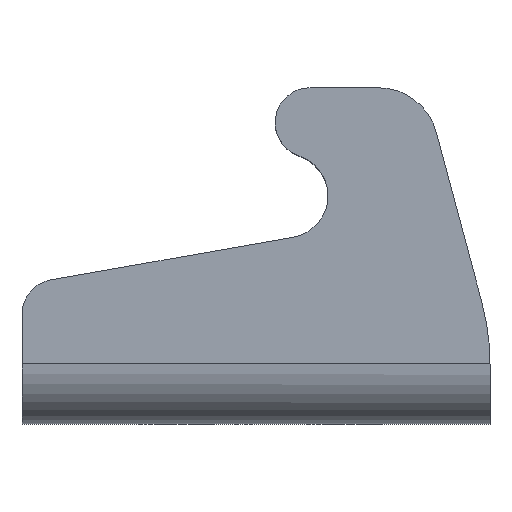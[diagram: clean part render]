
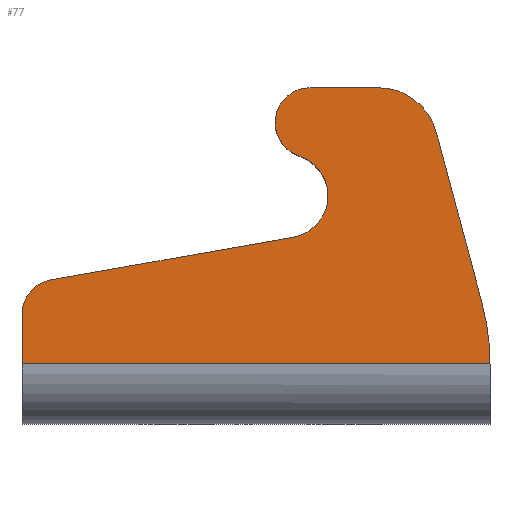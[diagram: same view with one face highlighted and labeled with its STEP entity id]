
A CAD part, top view. The second image highlights one B-rep face of the part: STEP entity #77.
In plain terms, the highlighted planar face has unit normal (0, 0, 1).
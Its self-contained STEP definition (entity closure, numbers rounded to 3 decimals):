
#77=ADVANCED_FACE('NONE',(#178),#179,.T.);
#178=FACE_OUTER_BOUND('',#304,.T.);
#179=PLANE('',#305);
#304=EDGE_LOOP('',(#460,#461,#462,#463,#464,#465,#466,#467,#468,#469,#470,#471,#472));
#305=AXIS2_PLACEMENT_3D('',#473,#474,#475);
#460=ORIENTED_EDGE('',*,*,#803,.F.);
#461=ORIENTED_EDGE('',*,*,#808,.T.);
#462=ORIENTED_EDGE('',*,*,#809,.T.);
#463=ORIENTED_EDGE('',*,*,#810,.T.);
#464=ORIENTED_EDGE('',*,*,#811,.T.);
#465=ORIENTED_EDGE('',*,*,#789,.T.);
#466=ORIENTED_EDGE('',*,*,#812,.T.);
#467=ORIENTED_EDGE('',*,*,#813,.T.);
#468=ORIENTED_EDGE('',*,*,#814,.F.);
#469=ORIENTED_EDGE('',*,*,#775,.F.);
#470=ORIENTED_EDGE('',*,*,#815,.T.);
#471=ORIENTED_EDGE('',*,*,#816,.T.);
#472=ORIENTED_EDGE('',*,*,#817,.T.);
#473=CARTESIAN_POINT('',(-19.6,9.133,11.5));
#474=DIRECTION('',(0.0,0.0,1.0));
#475=DIRECTION('',(1.0,-0.0,0.0));
#775=EDGE_CURVE('NONE',#924,#920,#926,.T.);
#789=EDGE_CURVE('NONE',#951,#949,#952,.T.);
#803=EDGE_CURVE('NONE',#974,#976,#977,.T.);
#808=EDGE_CURVE('NONE',#974,#984,#985,.T.);
#809=EDGE_CURVE('NONE',#984,#986,#987,.T.);
#810=EDGE_CURVE('NONE',#986,#988,#989,.T.);
#811=EDGE_CURVE('NONE',#988,#951,#990,.T.);
#812=EDGE_CURVE('NONE',#949,#991,#992,.T.);
#813=EDGE_CURVE('NONE',#991,#993,#994,.T.);
#814=EDGE_CURVE('NONE',#920,#993,#995,.T.);
#815=EDGE_CURVE('NONE',#924,#996,#997,.T.);
#816=EDGE_CURVE('NONE',#996,#998,#999,.T.);
#817=EDGE_CURVE('NONE',#998,#976,#1000,.T.);
#920=VERTEX_POINT('',#1139);
#924=VERTEX_POINT('NONE',#1144);
#926=CIRCLE('',#1147,3.5);
#949=VERTEX_POINT('NONE',#1174);
#951=VERTEX_POINT('NONE',#1177);
#952=CIRCLE('',#1178,2.9);
#974=VERTEX_POINT('NONE',#1205);
#976=VERTEX_POINT('NONE',#1210);
#977=LINE('',#1211,#1212);
#984=VERTEX_POINT('NONE',#1220);
#985=CIRCLE('',#1221,20.0);
#986=VERTEX_POINT('NONE',#1222);
#987=LINE('',#1223,#1224);
#988=VERTEX_POINT('NONE',#1225);
#989=CIRCLE('',#1226,5.0);
#990=LINE('',#1227,#1228);
#991=VERTEX_POINT('NONE',#1229);
#992=CIRCLE('',#1230,2.9);
#993=VERTEX_POINT('NONE',#1231);
#994=LINE('',#1232,#1233);
#995=CIRCLE('',#1234,3.5);
#996=VERTEX_POINT('NONE',#1235);
#997=LINE('',#1236,#1237);
#998=VERTEX_POINT('NONE',#1238);
#999=CIRCLE('',#1239,2.9);
#1000=LINE('',#1240,#1241);
#1139=CARTESIAN_POINT('',(3.,19.0,11.5));
#1144=CARTESIAN_POINT('',(0.108,15.553,11.5));
#1147=AXIS2_PLACEMENT_3D('',#1433,#1434,#1435);
#1174=CARTESIAN_POINT('',(-1.4,25.1,11.5));
#1177=CARTESIAN_POINT('',(1.5,28.0,11.5));
#1178=AXIS2_PLACEMENT_3D('',#1456,#1457,#1458);
#1205=CARTESIAN_POINT('',(16.5,5.,11.5));
#1210=CARTESIAN_POINT('',(-22.5,5.0,11.5));
#1211=CARTESIAN_POINT('',(16.5,5.0,11.5));
#1212=VECTOR('',#1476,1000.0);
#1220=CARTESIAN_POINT('',(15.819,10.143,11.5));
#1221=AXIS2_PLACEMENT_3D('',#1484,#1485,#1486);
#1222=CARTESIAN_POINT('',(12.027,24.294,11.5));
#1223=CARTESIAN_POINT('',(15.819,10.143,11.5));
#1224=VECTOR('',#1487,1000.0);
#1225=CARTESIAN_POINT('',(7.197,28.0,11.5));
#1226=AXIS2_PLACEMENT_3D('',#1488,#1489,#1490);
#1227=CARTESIAN_POINT('',(7.197,28.0,11.5));
#1228=VECTOR('',#1491,1000.0);
#1229=CARTESIAN_POINT('',(0.385,22.423,11.5));
#1230=AXIS2_PLACEMENT_3D('',#1492,#1493,#1494);
#1231=CARTESIAN_POINT('',(0.846,22.231,11.5));
#1232=CARTESIAN_POINT('',(0.385,22.423,11.5));
#1233=VECTOR('',#1495,1000.0);
#1234=AXIS2_PLACEMENT_3D('',#1496,#1497,#1498);
#1235=CARTESIAN_POINT('',(-20.104,11.989,11.5));
#1236=CARTESIAN_POINT('',(0.108,15.553,11.5));
#1237=VECTOR('',#1499,1000.0);
#1238=CARTESIAN_POINT('',(-22.5,9.133,11.5));
#1239=AXIS2_PLACEMENT_3D('',#1500,#1501,#1502);
#1240=CARTESIAN_POINT('',(-22.5,9.133,11.5));
#1241=VECTOR('',#1503,1000.0);
#1433=CARTESIAN_POINT('',(-0.5,19.0,11.5));
#1434=DIRECTION('',(0.0,0.0,1.0));
#1435=DIRECTION('',(1.0,0.0,0.0));
#1456=CARTESIAN_POINT('',(1.5,25.1,11.5));
#1457=DIRECTION('',(0.0,0.0,1.0));
#1458=DIRECTION('',(1.0,0.0,0.0));
#1476=DIRECTION('',(-1.0,0.0,0.0));
#1484=CARTESIAN_POINT('',(-3.5,4.967,11.5));
#1485=DIRECTION('',(0.0,0.0,1.0));
#1486=DIRECTION('',(1.0,0.0,0.0));
#1487=DIRECTION('',(-0.259,0.966,0.0));
#1488=CARTESIAN_POINT('',(7.197,23.0,11.5));
#1489=DIRECTION('',(0.0,0.0,1.0));
#1490=DIRECTION('',(1.0,0.0,0.0));
#1491=DIRECTION('',(-1.0,0.0,0.0));
#1492=CARTESIAN_POINT('',(1.5,25.1,11.5));
#1493=DIRECTION('',(0.0,0.0,1.0));
#1494=DIRECTION('',(1.0,0.0,0.0));
#1495=DIRECTION('',(0.923,-0.385,0.0));
#1496=CARTESIAN_POINT('',(-0.5,19.0,11.5));
#1497=DIRECTION('',(0.0,0.0,1.0));
#1498=DIRECTION('',(1.0,0.0,0.0));
#1499=DIRECTION('',(-0.985,-0.174,0.0));
#1500=CARTESIAN_POINT('',(-19.6,9.133,11.5));
#1501=DIRECTION('',(0.0,0.0,1.0));
#1502=DIRECTION('',(1.0,0.0,0.0));
#1503=DIRECTION('',(0.0,-1.0,0.0));
